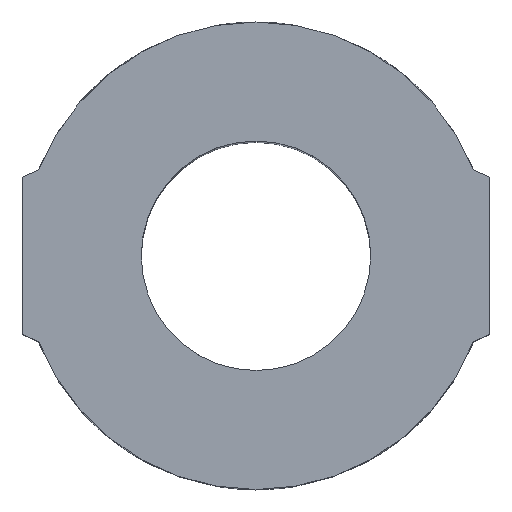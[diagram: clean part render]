
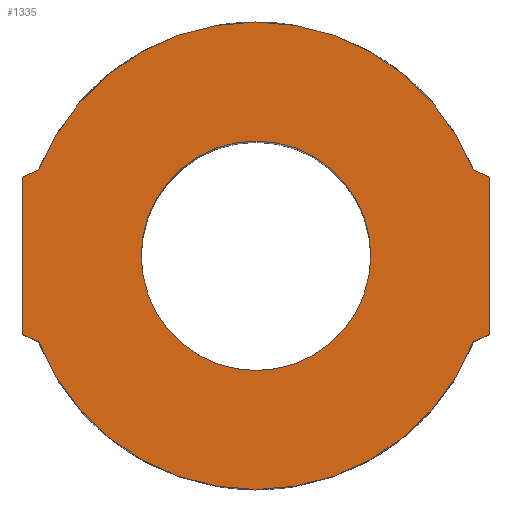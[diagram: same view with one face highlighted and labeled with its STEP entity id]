
A CAD part, top view. The second image highlights one B-rep face of the part: STEP entity #1335.
In plain terms, the highlighted planar face has unit normal (0, 0, 1).
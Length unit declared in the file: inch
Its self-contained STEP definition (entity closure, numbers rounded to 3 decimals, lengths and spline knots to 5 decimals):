
#24 = VERTEX_POINT ( 'NONE', #922 ) ;
#37 = ORIENTED_EDGE ( 'NONE', *, *, #490, .F. ) ;
#56 = PLANE ( 'NONE',  #1812 ) ;
#76 = VERTEX_POINT ( 'NONE', #380 ) ;
#85 = CIRCLE ( 'NONE', #1493, 0.2 ) ;
#87 = CIRCLE ( 'NONE', #1532, 0.2 ) ;
#115 = ORIENTED_EDGE ( 'NONE', *, *, #1626, .T. ) ;
#172 = CARTESIAN_POINT ( 'NONE',  ( 2.22, -1.26185, 0. ) ) ;
#191 = DIRECTION ( 'NONE',  ( 0., 1., 0. ) ) ;
#246 = VECTOR ( 'NONE', #1384, 39.37008 ) ;
#270 = DIRECTION ( 'NONE',  ( 1., 0., 0. ) ) ;
#323 = ORIENTED_EDGE ( 'NONE', *, *, #2271, .T. ) ;
#343 = ORIENTED_EDGE ( 'NONE', *, *, #356, .T. ) ;
#356 = EDGE_CURVE ( 'NONE', #2393, #2095, #2407, .T. ) ;
#375 = AXIS2_PLACEMENT_3D ( 'NONE', #1834, #1692, #869 ) ;
#380 = CARTESIAN_POINT ( 'NONE',  ( 1.4336, -1.27497, 0. ) ) ;
#405 = ORIENTED_EDGE ( 'NONE', *, *, #1306, .T. ) ;
#420 = LINE ( 'NONE', #1754, #2132 ) ;
#428 = VERTEX_POINT ( 'NONE', #562 ) ;
#462 = CARTESIAN_POINT ( 'NONE',  ( 1.8125, -1.125, 0. ) ) ;
#490 = EDGE_CURVE ( 'NONE', #915, #1288, #775, .T. ) ;
#497 = EDGE_LOOP ( 'NONE', ( #2086, #2026 ) ) ;
#513 = DIRECTION ( 'NONE',  ( 0.909, 0.417, 0. ) ) ;
#522 = CARTESIAN_POINT ( 'NONE',  ( 1.37917, -1., 0. ) ) ;
#528 = CARTESIAN_POINT ( 'NONE',  ( 2.24583, -1.25, 0. ) ) ;
#548 = LINE ( 'NONE', #522, #1290 ) ;
#562 = CARTESIAN_POINT ( 'NONE',  ( 2.22, -0.98815, 0. ) ) ;
#662 = ORIENTED_EDGE ( 'NONE', *, *, #1455, .T. ) ;
#689 = DIRECTION ( 'NONE',  ( 0.909, -0.417, 0. ) ) ;
#694 = EDGE_LOOP ( 'NONE', ( #2377, #405, #343, #115, #37, #662, #323, #1428 ) ) ;
#733 = CARTESIAN_POINT ( 'NONE',  ( 1.8125, -1.125, 0. ) ) ;
#775 = LINE ( 'NONE', #1939, #1960 ) ;
#797 = VECTOR ( 'NONE', #689, 39.37008 ) ;
#801 = CARTESIAN_POINT ( 'NONE',  ( 2.24583, -1., 0. ) ) ;
#868 = LINE ( 'NONE', #1652, #797 ) ;
#869 = DIRECTION ( 'NONE',  ( 1., 0., 0. ) ) ;
#915 = VERTEX_POINT ( 'NONE', #1743 ) ;
#922 = CARTESIAN_POINT ( 'NONE',  ( 2.0125, -1.125, 0. ) ) ;
#1001 = FACE_BOUND ( 'NONE', #497, .T. ) ;
#1071 = DIRECTION ( 'NONE',  ( 1., 0., 0. ) ) ;
#1083 = DIRECTION ( 'NONE',  ( 1., 0., 0. ) ) ;
#1121 = DIRECTION ( 'NONE',  ( 0., 0., 1. ) ) ;
#1253 = LINE ( 'NONE', #528, #1735 ) ;
#1288 = VERTEX_POINT ( 'NONE', #1818 ) ;
#1290 = VECTOR ( 'NONE', #2260, 39.37008 ) ;
#1306 = EDGE_CURVE ( 'NONE', #428, #2393, #1603, .T. ) ;
#1335 = ADVANCED_FACE ( 'NONE', ( #1001, #2370 ), #56, .T. ) ;
#1350 = DIRECTION ( 'NONE',  ( 0., 1., 0. ) ) ;
#1351 = CARTESIAN_POINT ( 'NONE',  ( 1.6125, -1.125, 0. ) ) ;
#1377 = EDGE_CURVE ( 'NONE', #1432, #1774, #1253, .T. ) ;
#1384 = DIRECTION ( 'NONE',  ( -0.909, 0.417, 0. ) ) ;
#1428 = ORIENTED_EDGE ( 'NONE', *, *, #1377, .T. ) ;
#1432 = VERTEX_POINT ( 'NONE', #1470 ) ;
#1455 = EDGE_CURVE ( 'NONE', #915, #76, #868, .T. ) ;
#1470 = CARTESIAN_POINT ( 'NONE',  ( 2.1914, -1.27497, 0. ) ) ;
#1484 = DIRECTION ( 'NONE',  ( 0., 0., 1. ) ) ;
#1488 = VERTEX_POINT ( 'NONE', #1351 ) ;
#1493 = AXIS2_PLACEMENT_3D ( 'NONE', #733, #1121, #1083 ) ;
#1497 = CARTESIAN_POINT ( 'NONE',  ( 2.1914, -0.97503, 0. ) ) ;
#1532 = AXIS2_PLACEMENT_3D ( 'NONE', #1653, #1484, #1071 ) ;
#1589 = DIRECTION ( 'NONE',  ( 0., 0., 1. ) ) ;
#1603 = LINE ( 'NONE', #801, #246 ) ;
#1626 = EDGE_CURVE ( 'NONE', #2095, #1288, #548, .T. ) ;
#1652 = CARTESIAN_POINT ( 'NONE',  ( 1.37917, -1.25, 0. ) ) ;
#1653 = CARTESIAN_POINT ( 'NONE',  ( 1.8125, -1.125, 0. ) ) ;
#1692 = DIRECTION ( 'NONE',  ( 0., 0., 1. ) ) ;
#1735 = VECTOR ( 'NONE', #513, 39.37008 ) ;
#1743 = CARTESIAN_POINT ( 'NONE',  ( 1.405, -1.26185, 0. ) ) ;
#1754 = CARTESIAN_POINT ( 'NONE',  ( 2.22, 0., 0. ) ) ;
#1764 = EDGE_CURVE ( 'NONE', #1488, #24, #85, .T. ) ;
#1774 = VERTEX_POINT ( 'NONE', #172 ) ;
#1778 = CARTESIAN_POINT ( 'NONE',  ( 1.8125, -1.125, 0. ) ) ;
#1793 = EDGE_CURVE ( 'NONE', #1774, #428, #420, .T. ) ;
#1812 = AXIS2_PLACEMENT_3D ( 'NONE', #1778, #1589, #270 ) ;
#1818 = CARTESIAN_POINT ( 'NONE',  ( 1.405, -0.98815, 0. ) ) ;
#1834 = CARTESIAN_POINT ( 'NONE',  ( 1.8125, -1.125, 0. ) ) ;
#1855 = CIRCLE ( 'NONE', #375, 0.4075 ) ;
#1939 = CARTESIAN_POINT ( 'NONE',  ( 1.405, 0., 0. ) ) ;
#1960 = VECTOR ( 'NONE', #1350, 39.37008 ) ;
#1996 = DIRECTION ( 'NONE',  ( 0., 0., 1. ) ) ;
#2026 = ORIENTED_EDGE ( 'NONE', *, *, #1764, .F. ) ;
#2086 = ORIENTED_EDGE ( 'NONE', *, *, #2222, .F. ) ;
#2095 = VERTEX_POINT ( 'NONE', #2487 ) ;
#2132 = VECTOR ( 'NONE', #191, 39.37008 ) ;
#2222 = EDGE_CURVE ( 'NONE', #24, #1488, #87, .T. ) ;
#2260 = DIRECTION ( 'NONE',  ( -0.909, -0.417, 0. ) ) ;
#2271 = EDGE_CURVE ( 'NONE', #76, #1432, #1855, .T. ) ;
#2370 = FACE_OUTER_BOUND ( 'NONE', #694, .T. ) ;
#2377 = ORIENTED_EDGE ( 'NONE', *, *, #1793, .T. ) ;
#2387 = DIRECTION ( 'NONE',  ( 1., 0., 0. ) ) ;
#2393 = VERTEX_POINT ( 'NONE', #1497 ) ;
#2407 = CIRCLE ( 'NONE', #2494, 0.4075 ) ;
#2487 = CARTESIAN_POINT ( 'NONE',  ( 1.4336, -0.97503, 0. ) ) ;
#2494 = AXIS2_PLACEMENT_3D ( 'NONE', #462, #1996, #2387 ) ;
